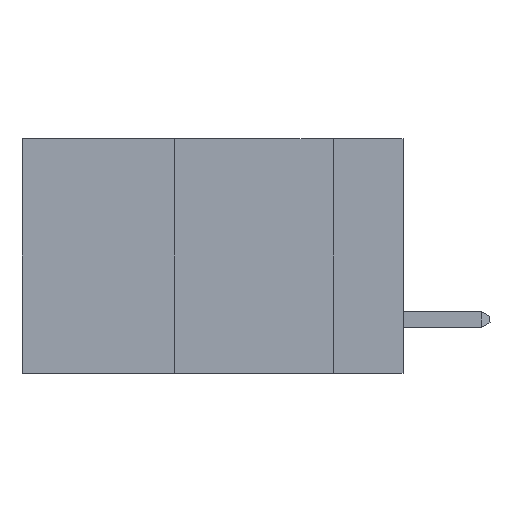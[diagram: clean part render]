
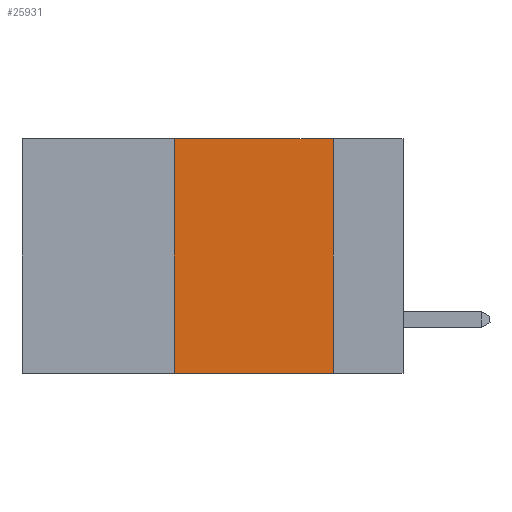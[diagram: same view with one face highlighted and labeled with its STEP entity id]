
A CAD part, left-side view. The second image highlights one B-rep face of the part: STEP entity #25931.
In plain terms, the highlighted planar face has unit normal (-1, 0, 0).
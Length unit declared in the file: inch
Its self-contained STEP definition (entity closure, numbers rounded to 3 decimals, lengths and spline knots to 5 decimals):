
#526 = DIRECTION ( 'NONE',  ( 0., 0., -1. ) ) ;
#1335 = CARTESIAN_POINT ( 'NONE',  ( 0., 0.36, -0.37 ) ) ;
#4180 = CARTESIAN_POINT ( 'NONE',  ( 0., 0.36, 0. ) ) ;
#4223 = VECTOR ( 'NONE', #22865, 39.37008 ) ;
#4599 = CARTESIAN_POINT ( 'NONE',  ( 0., 0.36, 0. ) ) ;
#4650 = CARTESIAN_POINT ( 'NONE',  ( 0., 0.11, -0.37 ) ) ;
#4975 = VECTOR ( 'NONE', #526, 39.37008 ) ;
#5539 = VERTEX_POINT ( 'NONE', #1335 ) ;
#5619 = LINE ( 'NONE', #17079, #4975 ) ;
#7739 = VECTOR ( 'NONE', #22809, 39.37008 ) ;
#8693 = PLANE ( 'NONE',  #25094 ) ;
#10681 = ORIENTED_EDGE ( 'NONE', *, *, #15422, .T. ) ;
#10782 = DIRECTION ( 'NONE',  ( 1., 0., 0. ) ) ;
#11083 = CARTESIAN_POINT ( 'NONE',  ( 0., 0.6, 0. ) ) ;
#13252 = LINE ( 'NONE', #4599, #7739 ) ;
#14839 = EDGE_CURVE ( 'NONE', #19493, #19412, #24104, .T. ) ;
#15422 = EDGE_CURVE ( 'NONE', #5539, #21385, #15845, .T. ) ;
#15845 = LINE ( 'NONE', #24780, #4223 ) ;
#16708 = EDGE_CURVE ( 'NONE', #5539, #19493, #13252, .T. ) ;
#17079 = CARTESIAN_POINT ( 'NONE',  ( 0., 0.11, 0. ) ) ;
#19412 = VERTEX_POINT ( 'NONE', #25892 ) ;
#19423 = ORIENTED_EDGE ( 'NONE', *, *, #14839, .F. ) ;
#19493 = VERTEX_POINT ( 'NONE', #4180 ) ;
#19529 = VECTOR ( 'NONE', #22987, 39.37008 ) ;
#20956 = ORIENTED_EDGE ( 'NONE', *, *, #16708, .F. ) ;
#21335 = FACE_OUTER_BOUND ( 'NONE', #22568, .T. ) ;
#21385 = VERTEX_POINT ( 'NONE', #4650 ) ;
#21943 = EDGE_CURVE ( 'NONE', #19412, #21385, #5619, .T. ) ;
#22568 = EDGE_LOOP ( 'NONE', ( #23402, #19423, #20956, #10681 ) ) ;
#22678 = CARTESIAN_POINT ( 'NONE',  ( 0., 0.6, 0. ) ) ;
#22809 = DIRECTION ( 'NONE',  ( 0., 0., 1. ) ) ;
#22865 = DIRECTION ( 'NONE',  ( 0., -1., 0. ) ) ;
#22987 = DIRECTION ( 'NONE',  ( 0., -1., 0. ) ) ;
#23402 = ORIENTED_EDGE ( 'NONE', *, *, #21943, .F. ) ;
#24104 = LINE ( 'NONE', #11083, #19529 ) ;
#24613 = DIRECTION ( 'NONE',  ( 0., 0., -1. ) ) ;
#24780 = CARTESIAN_POINT ( 'NONE',  ( 0., 0.6, -0.37 ) ) ;
#25094 = AXIS2_PLACEMENT_3D ( 'NONE', #22678, #10782, #24613 ) ;
#25892 = CARTESIAN_POINT ( 'NONE',  ( 0., 0.11, 0. ) ) ;
#25931 = ADVANCED_FACE ( 'NONE', ( #21335 ), #8693, .F. ) ;
